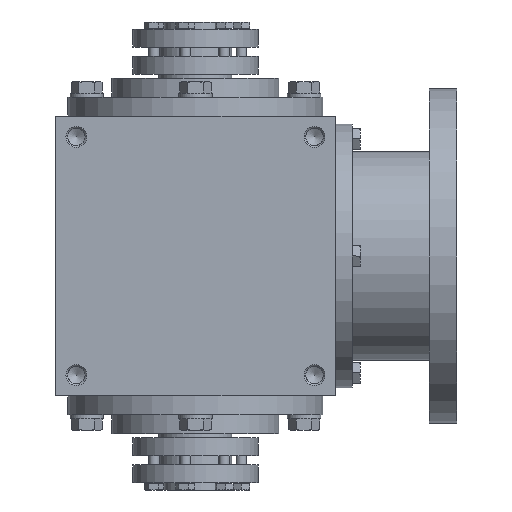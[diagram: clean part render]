
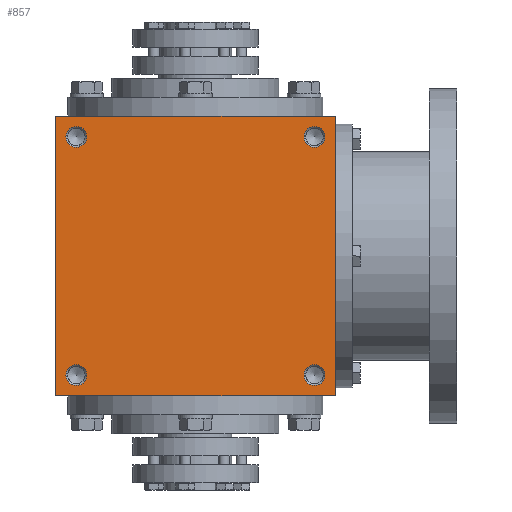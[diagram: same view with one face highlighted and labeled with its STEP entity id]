
A CAD part, front view. The second image highlights one B-rep face of the part: STEP entity #857.
In plain terms, the highlighted planar face has unit normal (0, -1, 0).
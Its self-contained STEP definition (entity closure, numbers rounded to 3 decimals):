
#857 = ADVANCED_FACE( '', ( #1821, #1822, #1823, #1824, #1825 ), #1826, .F. );
#1821 = FACE_BOUND( '', #2963, .T. );
#1822 = FACE_BOUND( '', #2964, .T. );
#1823 = FACE_BOUND( '', #2965, .T. );
#1824 = FACE_BOUND( '', #2966, .T. );
#1825 = FACE_OUTER_BOUND( '', #2967, .T. );
#1826 = PLANE( '', #2968 );
#2963 = EDGE_LOOP( '', ( #4746 ) );
#2964 = EDGE_LOOP( '', ( #4747 ) );
#2965 = EDGE_LOOP( '', ( #4748 ) );
#2966 = EDGE_LOOP( '', ( #4749 ) );
#2967 = EDGE_LOOP( '', ( #4750, #4751, #4752, #4753 ) );
#2968 = AXIS2_PLACEMENT_3D( '', #4754, #4755, #4756 );
#4746 = ORIENTED_EDGE( '', *, *, #6415, .T. );
#4747 = ORIENTED_EDGE( '', *, *, #5830, .T. );
#4748 = ORIENTED_EDGE( '', *, *, #6170, .F. );
#4749 = ORIENTED_EDGE( '', *, *, #6419, .F. );
#4750 = ORIENTED_EDGE( '', *, *, #6420, .T. );
#4751 = ORIENTED_EDGE( '', *, *, #6421, .F. );
#4752 = ORIENTED_EDGE( '', *, *, #6422, .F. );
#4753 = ORIENTED_EDGE( '', *, *, #6423, .T. );
#4754 = CARTESIAN_POINT( '', ( -67., -67., 67. ) );
#4755 = DIRECTION( '', ( 0., 1., 0. ) );
#4756 = DIRECTION( '', ( 0., 0., 1. ) );
#5830 = EDGE_CURVE( '', #6720, #6720, #6721, .T. );
#6170 = EDGE_CURVE( '', #7254, #7254, #7255, .T. );
#6415 = EDGE_CURVE( '', #7609, #7609, #7610, .T. );
#6419 = EDGE_CURVE( '', #7615, #7615, #7616, .T. );
#6420 = EDGE_CURVE( '', #7617, #7618, #7619, .T. );
#6421 = EDGE_CURVE( '', #7620, #7618, #7621, .T. );
#6422 = EDGE_CURVE( '', #7622, #7620, #7623, .T. );
#6423 = EDGE_CURVE( '', #7622, #7617, #7624, .T. );
#6720 = VERTEX_POINT( '', #8004 );
#6721 = CIRCLE( '', #8005, 5. );
#7254 = VERTEX_POINT( '', #8830 );
#7255 = CIRCLE( '', #8831, 5. );
#7609 = VERTEX_POINT( '', #9322 );
#7610 = CIRCLE( '', #9323, 5. );
#7615 = VERTEX_POINT( '', #9328 );
#7616 = CIRCLE( '', #9329, 5. );
#7617 = VERTEX_POINT( '', #9330 );
#7618 = VERTEX_POINT( '', #9331 );
#7619 = LINE( '', #9332, #9333 );
#7620 = VERTEX_POINT( '', #9334 );
#7621 = LINE( '', #9335, #9336 );
#7622 = VERTEX_POINT( '', #9337 );
#7623 = LINE( '', #9338, #9339 );
#7624 = LINE( '', #9340, #9341 );
#8004 = CARTESIAN_POINT( '', ( -57., -67., 62. ) );
#8005 = AXIS2_PLACEMENT_3D( '', #9796, #9797, #9798 );
#8830 = CARTESIAN_POINT( '', ( 57., -67., -62. ) );
#8831 = AXIS2_PLACEMENT_3D( '', #10235, #10236, #10237 );
#9322 = CARTESIAN_POINT( '', ( -57., -67., -52. ) );
#9323 = AXIS2_PLACEMENT_3D( '', #10605, #10606, #10607 );
#9328 = CARTESIAN_POINT( '', ( 57., -67., 52. ) );
#9329 = AXIS2_PLACEMENT_3D( '', #10611, #10612, #10613 );
#9330 = CARTESIAN_POINT( '', ( -67., -67., -67. ) );
#9331 = CARTESIAN_POINT( '', ( 67., -67., -67. ) );
#9332 = CARTESIAN_POINT( '', ( -67., -67., -67. ) );
#9333 = VECTOR( '', #10614, 1000. );
#9334 = CARTESIAN_POINT( '', ( 67., -67., 67. ) );
#9335 = CARTESIAN_POINT( '', ( 67., -67., 67. ) );
#9336 = VECTOR( '', #10615, 1000. );
#9337 = CARTESIAN_POINT( '', ( -67., -67., 67. ) );
#9338 = CARTESIAN_POINT( '', ( -67., -67., 67. ) );
#9339 = VECTOR( '', #10616, 1000. );
#9340 = CARTESIAN_POINT( '', ( -67., -67., 67. ) );
#9341 = VECTOR( '', #10617, 1000. );
#9796 = CARTESIAN_POINT( '', ( -57., -67., 57. ) );
#9797 = DIRECTION( '', ( 0., 1., 0. ) );
#9798 = DIRECTION( '', ( 0., 0., 1. ) );
#10235 = CARTESIAN_POINT( '', ( 57., -67., -57. ) );
#10236 = DIRECTION( '', ( 0., -1., 0. ) );
#10237 = DIRECTION( '', ( 0., 0., -1. ) );
#10605 = CARTESIAN_POINT( '', ( -57., -67., -57. ) );
#10606 = DIRECTION( '', ( 0., 1., 0. ) );
#10607 = DIRECTION( '', ( 0., 0., 1. ) );
#10611 = CARTESIAN_POINT( '', ( 57., -67., 57. ) );
#10612 = DIRECTION( '', ( 0., -1., 0. ) );
#10613 = DIRECTION( '', ( 0., 0., -1. ) );
#10614 = DIRECTION( '', ( 1., 0., 0. ) );
#10615 = DIRECTION( '', ( 0., 0., -1. ) );
#10616 = DIRECTION( '', ( 1., 0., 0. ) );
#10617 = DIRECTION( '', ( 0., 0., -1. ) );
